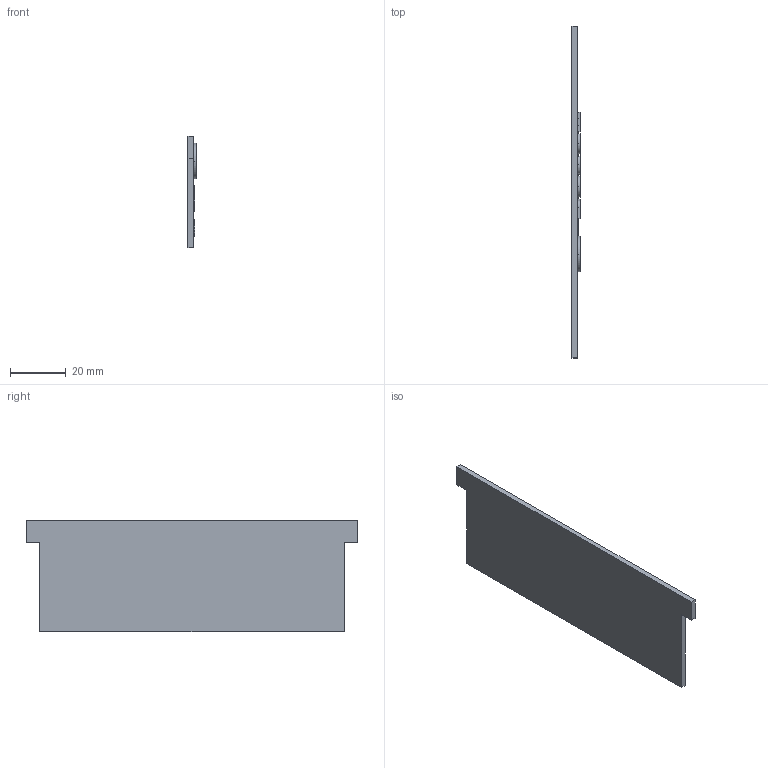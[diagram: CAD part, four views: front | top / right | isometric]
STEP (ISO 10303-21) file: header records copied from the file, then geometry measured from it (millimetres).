
FILE_DESCRIPTION(/* description */ (''),/* implementation_level */ '2;1');
FILE_NAME(/* name */ 'Stichsäge (GST 18V-LI S).step',/* time_stamp */ '2021-05-16T21:47:50+02:00',/* author */ (''),/* organization */ (''),/* preprocessor_version */ 'ST-DEVELOPER v18.1',/* originating_system */ 'Autodesk Translation Framework v10.6.0.1341',/* authorisation */ '');
FILE_SCHEMA (('AUTOMOTIVE_DESIGN { 1 0 10303 214 3 1 1 }'));
Length unit declared in the file: millimetre
Products named in the file (1): L-Boxx Label
Bounding box: 2.9 x 119 x 40 mm (x, y, z)
Volume: 8794.3 mm3; surface area: 10093.1 mm2
Topology: 1 solids, 1 shells, 494 faces, 1350 edges, 900 vertices
Faces by surface type: bspline 304, plane 190
Entity records: 15986 total; most frequent: CARTESIAN_POINT 5687, ORIENTED_EDGE 2700, EDGE_CURVE 1350, DIRECTION 1123, VERTEX_POINT 900, LINE 741, VECTOR 741, EDGE_LOOP 536
